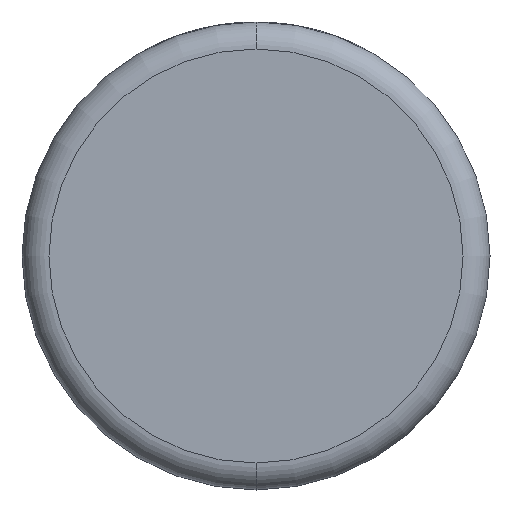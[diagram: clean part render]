
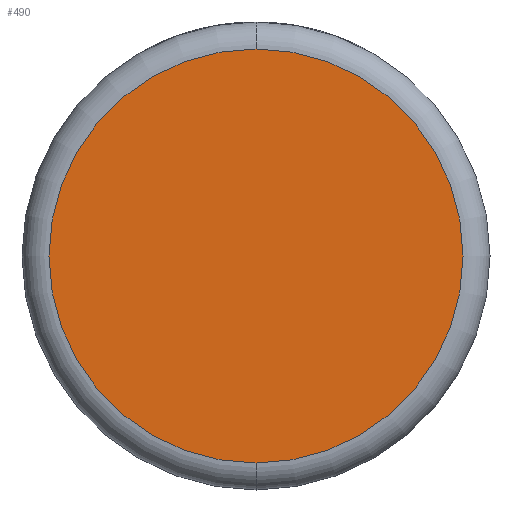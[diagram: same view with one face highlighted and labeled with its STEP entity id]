
A CAD part, front view. The second image highlights one B-rep face of the part: STEP entity #490.
In plain terms, the highlighted planar face has unit normal (0, -1, 0).
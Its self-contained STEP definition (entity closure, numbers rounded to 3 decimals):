
#122 = CARTESIAN_POINT ( 'NONE',  ( 0., 0., -18.138 ) ) ;
#193 = DIRECTION ( 'NONE',  ( 0., 0., 1. ) ) ;
#374 = AXIS2_PLACEMENT_3D ( 'NONE', #3735, #4464, #2545 ) ;
#490 = ADVANCED_FACE ( 'NONE', ( #4771 ), #2134, .F. ) ;
#572 = EDGE_CURVE ( 'NONE', #2514, #3026, #4184, .T. ) ;
#652 = ORIENTED_EDGE ( 'NONE', *, *, #4575, .T. ) ;
#933 = CARTESIAN_POINT ( 'NONE',  ( 0., 0., 0. ) ) ;
#999 = DIRECTION ( 'NONE',  ( 0., 0., 1. ) ) ;
#1704 = DIRECTION ( 'NONE',  ( 0., -1., 0. ) ) ;
#2043 = CIRCLE ( 'NONE', #4546, 18.138 ) ;
#2134 = PLANE ( 'NONE',  #3032 ) ;
#2514 = VERTEX_POINT ( 'NONE', #122 ) ;
#2545 = DIRECTION ( 'NONE',  ( 0., 0., 1. ) ) ;
#2853 = DIRECTION ( 'NONE',  ( 0., 1., 0. ) ) ;
#3026 = VERTEX_POINT ( 'NONE', #3880 ) ;
#3032 = AXIS2_PLACEMENT_3D ( 'NONE', #4328, #2853, #999 ) ;
#3621 = EDGE_LOOP ( 'NONE', ( #652, #4616 ) ) ;
#3735 = CARTESIAN_POINT ( 'NONE',  ( 0., 0., 0. ) ) ;
#3880 = CARTESIAN_POINT ( 'NONE',  ( 0., 0., 18.138 ) ) ;
#4184 = CIRCLE ( 'NONE', #374, 18.138 ) ;
#4328 = CARTESIAN_POINT ( 'NONE',  ( 0., 0., 0. ) ) ;
#4464 = DIRECTION ( 'NONE',  ( 0., -1., 0. ) ) ;
#4546 = AXIS2_PLACEMENT_3D ( 'NONE', #933, #1704, #193 ) ;
#4575 = EDGE_CURVE ( 'NONE', #3026, #2514, #2043, .T. ) ;
#4616 = ORIENTED_EDGE ( 'NONE', *, *, #572, .T. ) ;
#4771 = FACE_OUTER_BOUND ( 'NONE', #3621, .T. ) ;
